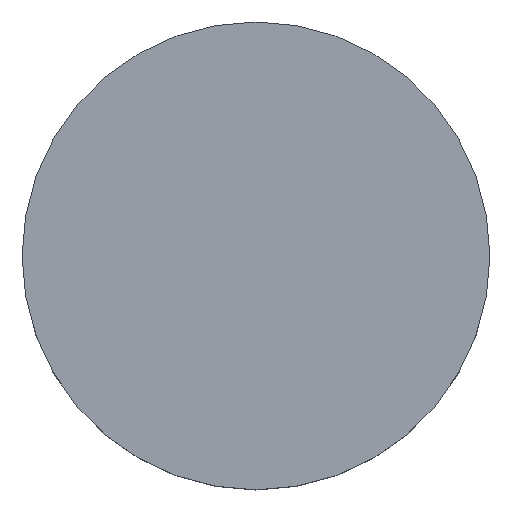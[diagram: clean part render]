
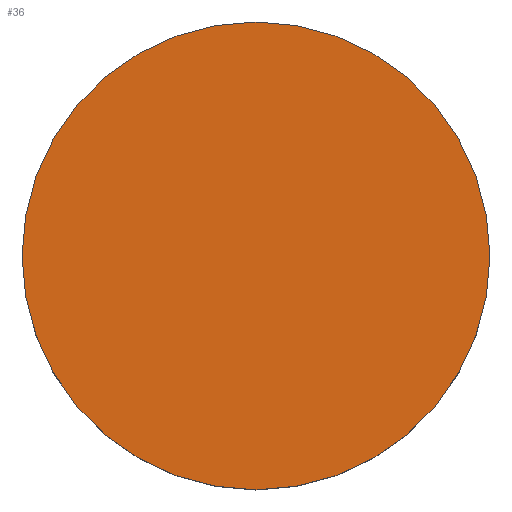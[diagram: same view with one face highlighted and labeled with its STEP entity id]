
A CAD part, top view. The second image highlights one B-rep face of the part: STEP entity #36.
In plain terms, the highlighted planar face has unit normal (0, 0, 1).
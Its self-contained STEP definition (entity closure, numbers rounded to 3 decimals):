
#2 = CARTESIAN_POINT ( 'NONE',  ( 35.499, 24.625, 2.3 ) ) ;
#23 = AXIS2_PLACEMENT_3D ( 'NONE', #84, #91, #49 ) ;
#26 = CARTESIAN_POINT ( 'NONE',  ( 40.499, 24.625, 2.3 ) ) ;
#36 = ADVANCED_FACE ( 'NONE', ( #69 ), #136, .T. ) ;
#37 = EDGE_CURVE ( 'NONE', #42, #131, #120, .T. ) ;
#38 = CARTESIAN_POINT ( 'NONE',  ( 40.499, 24.625, 2.3 ) ) ;
#39 = DIRECTION ( 'NONE',  ( 1., 0., 0. ) ) ;
#42 = VERTEX_POINT ( 'NONE', #2 ) ;
#43 = CARTESIAN_POINT ( 'NONE',  ( 45.499, 24.625, 2.3 ) ) ;
#49 = DIRECTION ( 'NONE',  ( 1., 0., 0. ) ) ;
#51 = CIRCLE ( 'NONE', #80, 5. ) ;
#58 = DIRECTION ( 'NONE',  ( 0., 0., 1. ) ) ;
#66 = EDGE_CURVE ( 'NONE', #131, #42, #51, .T. ) ;
#69 = FACE_OUTER_BOUND ( 'NONE', #132, .T. ) ;
#80 = AXIS2_PLACEMENT_3D ( 'NONE', #38, #109, #111 ) ;
#84 = CARTESIAN_POINT ( 'NONE',  ( 40.499, 24.625, 2.3 ) ) ;
#91 = DIRECTION ( 'NONE',  ( 0., 0., 1. ) ) ;
#102 = ORIENTED_EDGE ( 'NONE', *, *, #66, .T. ) ;
#109 = DIRECTION ( 'NONE',  ( 0., 0., 1. ) ) ;
#111 = DIRECTION ( 'NONE',  ( 1., 0., 0. ) ) ;
#112 = AXIS2_PLACEMENT_3D ( 'NONE', #26, #58, #39 ) ;
#120 = CIRCLE ( 'NONE', #23, 5. ) ;
#131 = VERTEX_POINT ( 'NONE', #43 ) ;
#132 = EDGE_LOOP ( 'NONE', ( #138, #102 ) ) ;
#136 = PLANE ( 'NONE',  #112 ) ;
#138 = ORIENTED_EDGE ( 'NONE', *, *, #37, .T. ) ;
